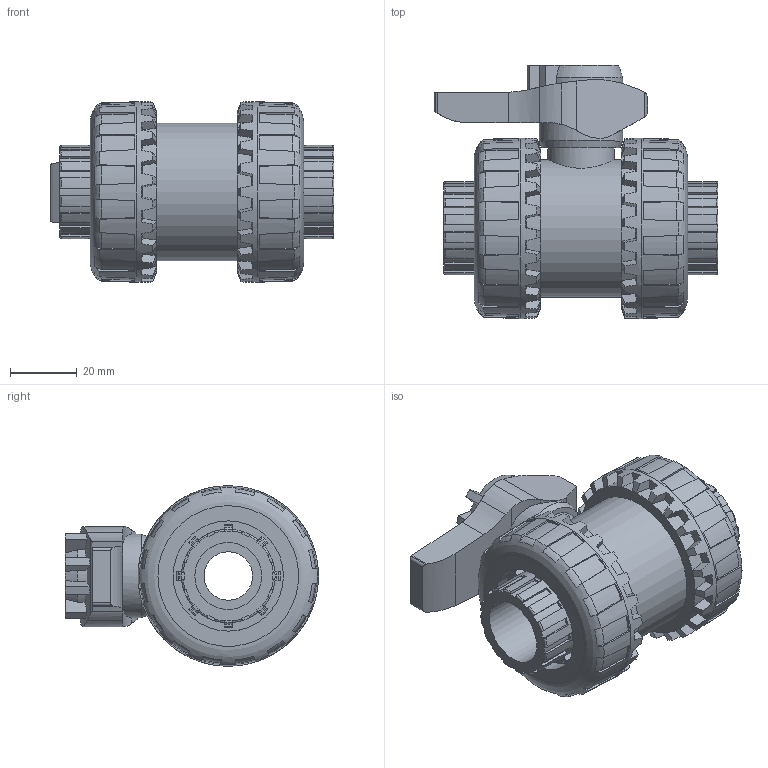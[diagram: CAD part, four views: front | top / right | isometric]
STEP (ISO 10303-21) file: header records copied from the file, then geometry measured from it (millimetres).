
FILE_DESCRIPTION(/* description */ (''),/* implementation_level */ '2;1');
FILE_NAME(/* name */ 'VXEIV020E.iam.stp',/* time_stamp */ '2014-06-09T14:31:33+02:00',/* author */ ('bfaro'),/* organization */ (''),/* preprocessor_version */ 'ST-DEVELOPER v15.6',/* originating_system */ 'Autodesk Inventor 2015',/* authorisation */ '');
FILE_SCHEMA (('AUTOMOTIVE_DESIGN { 1 0 10303 214 3 1 1 }'));
Length unit declared in the file: millimetre
Products named in the file (6): corpo valvola VEE 20; NTVXE020V; ENDIV020; HSVXE020; Piastrina 20; VXEIV020E
Bounding box: 84.95 x 75.7 x 54 mm (x, y, z)
Volume: 120063.2 mm3; surface area: 44204 mm2
Topology: 7 solids, 7 shells, 759 faces, 2196 edges, 1464 vertices
Faces by surface type: plane 421, cone 135, cylinder 120, torus 82, bspline 1
Full cylindrical faces by diameter (mm): 14.5 x2, 16.6 x2, 20 x4, 24.976 x1, 28 x2, 33 x2, 36.8 x2, 41.1 x3
Entity records: 15909 total; most frequent: CARTESIAN_POINT 4511, ORIENTED_EDGE 2478, DIRECTION 2381, EDGE_CURVE 1239, AXIS2_PLACEMENT_3D 983, VERTEX_POINT 835, EDGE_LOOP 476, FACE_OUTER_BOUND 442
